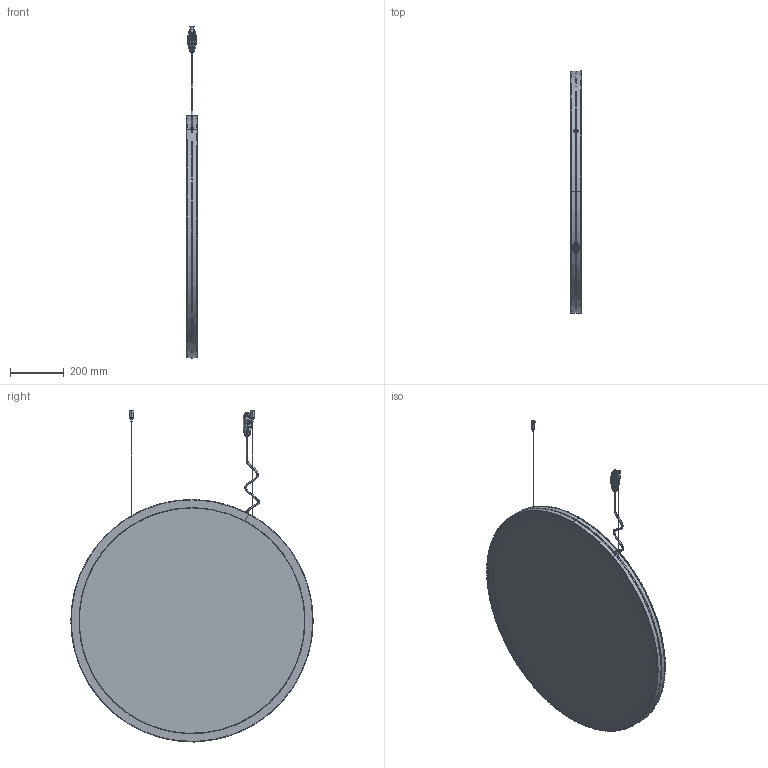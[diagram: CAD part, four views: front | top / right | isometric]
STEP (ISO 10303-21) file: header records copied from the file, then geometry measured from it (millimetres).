
FILE_DESCRIPTION(/* description */ (''),/* implementation_level */ '2;1');
FILE_NAME(/* name */ 'OLS3VP~4',/* time_stamp */ '2020-09-14T21:27:04-04:00',/* author */ (''),/* organization */ (''),/* preprocessor_version */ 'ST-DEVELOPER v16.5',/* originating_system */ '',/* authorisation */ '');
FILE_SCHEMA (('AUTOMOTIVE_DESIGN'));
Products named in the file (1): Document
Bounding box: 40 x 900 x 1234.1 mm (x, y, z)
Volume: 57934.9 mm3; surface area: 1241224.6 mm2
Topology: 44 solids, 68 shells, 2487 faces, 6475 edges, 4126 vertices
Faces by surface type: plane 1407, bspline 1080
Entity records: 106796 total; most frequent: CARTESIAN_POINT 66089, ORIENTED_EDGE 12846, EDGE_CURVE 6466, B_SPLINE_CURVE_WITH_KNOTS 4318, VERTEX_POINT 4126, EDGE_LOOP 2672, ADVANCED_FACE 2487, FACE_OUTER_BOUND 2487
